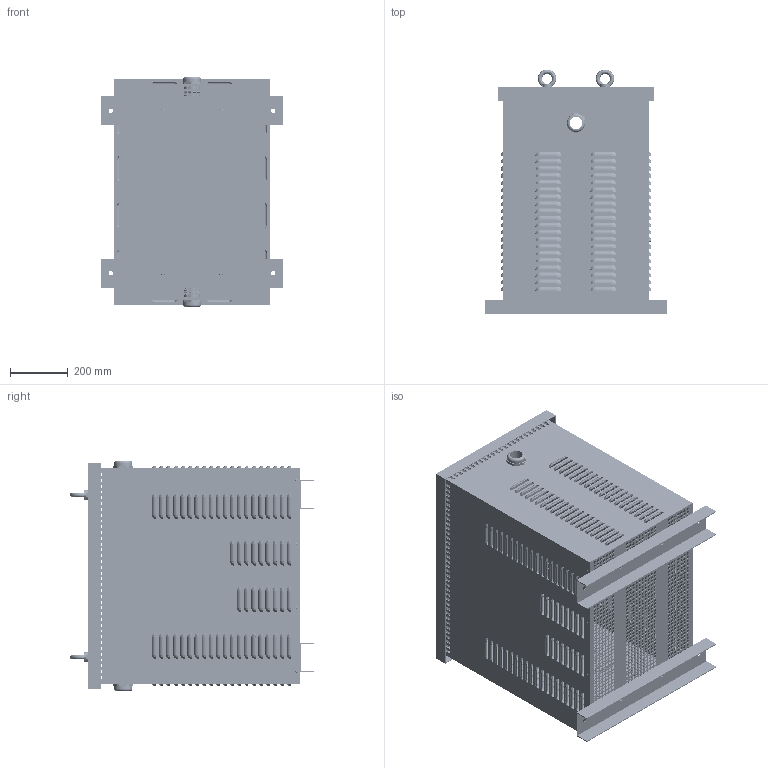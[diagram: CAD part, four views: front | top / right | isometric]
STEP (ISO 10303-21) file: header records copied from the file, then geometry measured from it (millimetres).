
FILE_DESCRIPTION(/* description */ (''),/* implementation_level */ '2;1');
FILE_NAME(/* name */ 'XMN02416963.stp',/* time_stamp */ '2023-03-28T09:11:58+02:00',/* author */ ('velazquez'),/* organization */ (''),/* preprocessor_version */ 'ST-DEVELOPER v19.2',/* originating_system */ 'Autodesk Inventor 2023',/* authorisation */ '');
FILE_SCHEMA (('AUTOMOTIVE_DESIGN { 1 0 10303 214 3 1 1 }'));
Products named in the file (9): XMN02416963; JE160 EXPORT BASE; JE160 EXPORT JE200 EXPORT NACIONAL PATA; JE160 EXPORT  CUERPO; JE200 TAPA SUPERIOR; 1411181; PLACA CARACTERISTICAS; DIN 580 - M16; IFI 521 - 42, TPHSSPMBR
Assembly tree (24 placements, depth 2):
  XMN02416963
    JE160 EXPORT BASE
    JE160 EXPORT JE200 EXPORT NACIONAL PATA  x2
    JE160 EXPORT  CUERPO
    JE200 TAPA SUPERIOR
    1411181  x2
    PLACA CARACTERISTICAS
    DIN 580 - M16  x4
    IFI 521 - 42, TPHSSPMBR  x12
Bounding box: 630 x 844 x 795.27 mm (x, y, z)
Volume: 7086356.1 mm3; surface area: 6255907.5 mm2
Topology: 24 solids, 24 shells, 4187 faces, 11902 edges, 7405 vertices
Faces by surface type: cylinder 1866, plane 1441, bspline 804, cone 40, torus 24, sphere 12
Full cylindrical faces by diameter (mm): 3.2 x12, 4 x8, 5 x8, 11 x936, 14.8 x4, 15 x16, 16 x4, 60 x2
Entity records: 141856 total; most frequent: CARTESIAN_POINT 29471, DIRECTION 22588, ORIENTED_EDGE 22016, EDGE_CURVE 11008, AXIS2_PLACEMENT_3D 8410, VERTEX_POINT 7075, EDGE_LOOP 6545, LINE 5768
